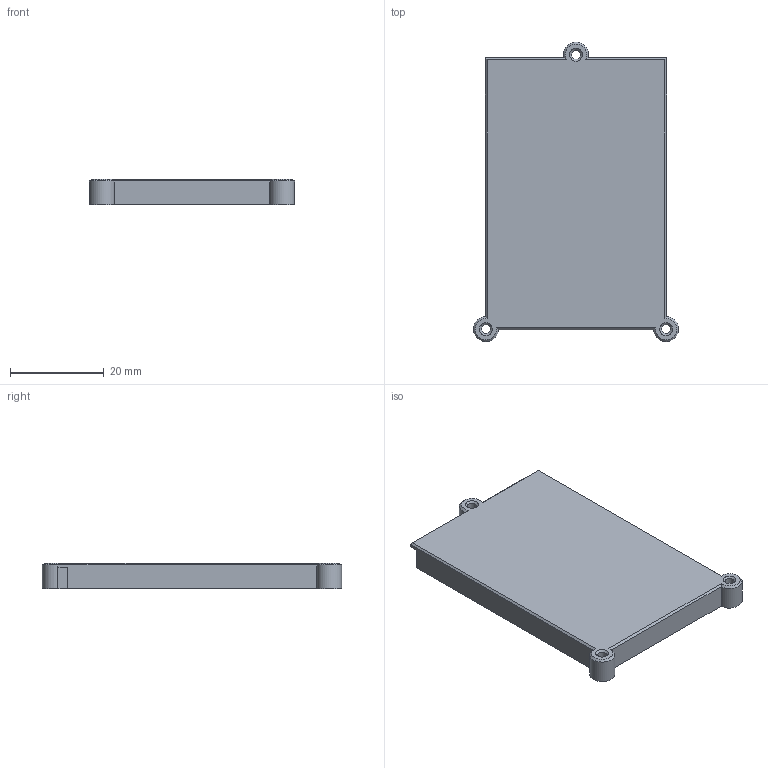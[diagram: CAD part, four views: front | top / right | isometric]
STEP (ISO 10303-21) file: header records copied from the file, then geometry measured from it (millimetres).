
FILE_DESCRIPTION(/* description */ (''),/* implementation_level */ '2;1');
FILE_NAME(/* name */ 'BatteryCover.step',/* time_stamp */ '2024-08-17T21:26:03-07:00',/* author */ (''),/* organization */ (''),/* preprocessor_version */ 'ST-DEVELOPER v20',/* originating_system */ 'Autodesk Translation Framework v12.14.0.127',/* authorisation */ '');
FILE_SCHEMA (('AUTOMOTIVE_DESIGN { 1 0 10303 214 3 1 1 }'));
Length unit declared in the file: millimetre
Products named in the file (1): BatteryCover
Bounding box: 43.7 x 63.77 x 5.5 mm (x, y, z)
Volume: 3833.6 mm3; surface area: 6329 mm2
Topology: 1 solids, 1 shells, 34 faces, 85 edges, 53 vertices
Faces by surface type: plane 22, cone 6, cylinder 6
Full cylindrical faces by diameter (mm): 1.93 x3
Entity records: 1050 total; most frequent: CARTESIAN_POINT 191, ORIENTED_EDGE 170, DIRECTION 167, EDGE_CURVE 85, LINE 61, VECTOR 61, VERTEX_POINT 53, AXIS2_PLACEMENT_3D 53
